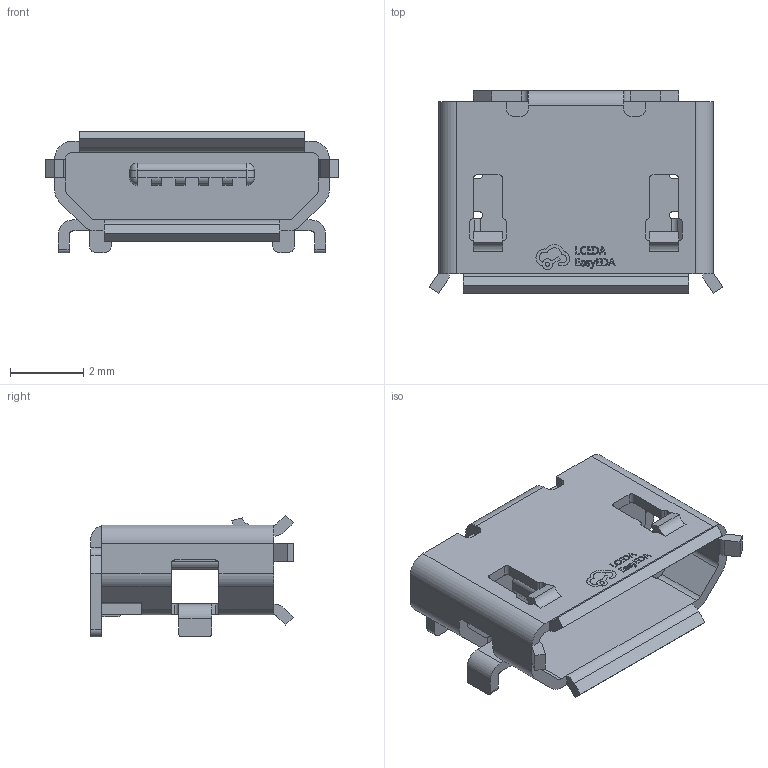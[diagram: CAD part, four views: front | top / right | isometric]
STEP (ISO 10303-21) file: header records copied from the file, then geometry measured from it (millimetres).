
FILE_DESCRIPTION (( 'STEP AP214' ), '1' );
FILE_NAME ('MICRO-USB-SMD_1050171001.step', '2022-07-07T02:33:20', ( '' ), ( '' ), 'SwSTEP 2.0', 'SolidWorks 2020', '' );
FILE_SCHEMA (( 'AUTOMOTIVE_DESIGN' ));
Length unit declared in the file: millimetre
Products named in the file (1): MICRO-USB-SMD_1050171001
Bounding box: 8 x 5.53 x 3.33 mm (x, y, z)
Volume: 52.3 mm3; surface area: 270.1 mm2
Topology: 2 solids, 2 shells, 555 faces, 1558 edges, 1024 vertices
Faces by surface type: plane 335, bspline 112, cylinder 104, sphere 4
Entity records: 24493 total; most frequent: CARTESIAN_POINT 5262, ORIENTED_EDGE 3108, DIRECTION 2418, EDGE_CURVE 1554, VECTOR 1106, LINE 1106, VERTEX_POINT 1024, AXIS2_PLACEMENT_3D 656
